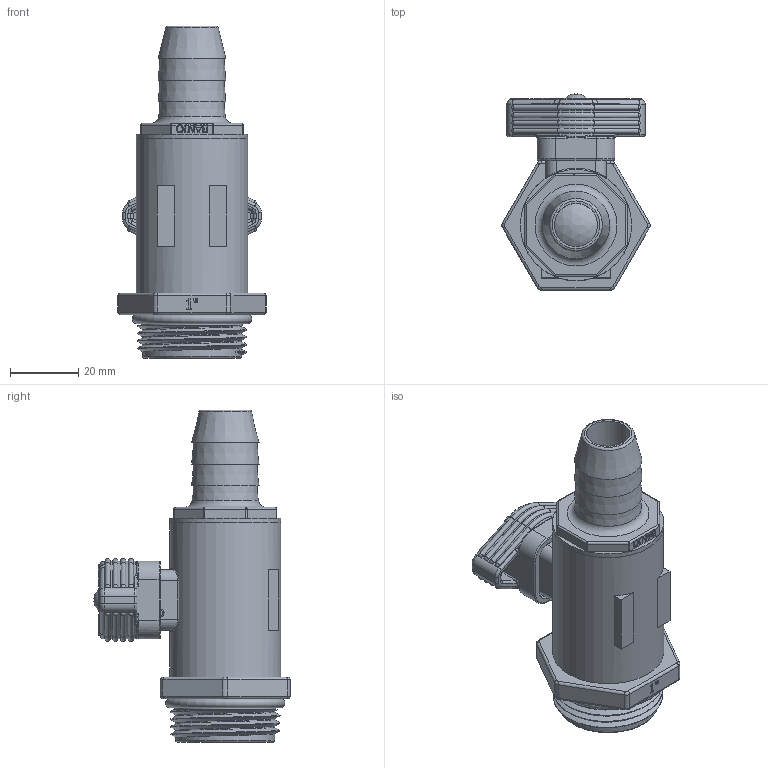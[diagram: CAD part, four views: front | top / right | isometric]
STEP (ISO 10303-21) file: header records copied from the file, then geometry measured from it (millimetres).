
FILE_DESCRIPTION(/* description */ ('3/4" HB X 1" MNPT MICRO-VALVE LOCK HANDLE'),/* implementation_level */ '2;1');
FILE_NAME(/* name */ 'LVHB075100MTLV.stp',/* time_stamp */ '2023-01-13T09:05:45-05:00',/* author */ ('ALR'),/* organization */ (''),/* preprocessor_version */ 'ST-DEVELOPER v18.1',/* originating_system */ 'Autodesk Inventor 2022',/* authorisation */ '');
FILE_SCHEMA (('AUTOMOTIVE_DESIGN { 1 0 10303 214 3 1 1 }'));
Length unit declared in the file: inch
Products named in the file (16): LVHB075100MTLV; LV05254A; LVHB07256A; LVHB07256; LV05258T1; LVMT10556A; LSQ200-RV; FP26041V; LV02153L; LV02153C; B0424038T; LV02153S; LV02151; AQ010V; WS10002; LEV05255
Assembly tree (17 placements, depth 3):
  LVHB075100MTLV
    LV05254A
    LVHB07256A
      LVHB07256
    LV05258T1  x2
    LVMT10556A
    LSQ200-RV
    FP26041V  x2
    LV02153L
    LV02153C
    B0424038T
    LV02153S
    LV02151
    AQ010V
    WS10002
    LEV05255
Bounding box: 43.52 x 57.63 x 97.46 mm (x, y, z)
Volume: 60582.8 mm3; surface area: 36230.1 mm2
Topology: 17 solids, 17 shells, 2289 faces, 5520 edges, 3519 vertices
Faces by surface type: plane 1580, bspline 295, cylinder 222, torus 104, cone 50, sphere 38
Full cylindrical faces by diameter (mm): 2.261 x1, 2.362 x3, 2.845 x1, 3.175 x1, 6.35 x2, 6.375 x1, 6.528 x1, 6.604 x1, 8.636 x1, 9.296 x1, 9.449 x1, 9.525 x1, 9.55 x1, 12.7 x2, 13.741 x2, 14.021 x1, 14.173 x2, 14.275 x1, 18.237 x2, 19.05 x1, 25.908 x2, 26.01 x2, 26.264 x2, 26.975 x1, 27.026 x1, 29.464 x2, 29.591 x1, 32.639 x2
Entity records: 70666 total; most frequent: CARTESIAN_POINT 18188, ORIENTED_EDGE 10880, DIRECTION 10056, EDGE_CURVE 5440, LINE 3512, VECTOR 3512, VERTEX_POINT 3508, AXIS2_PLACEMENT_3D 3272
